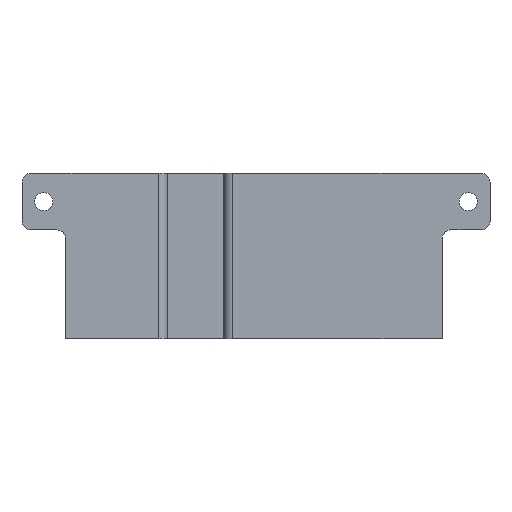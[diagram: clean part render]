
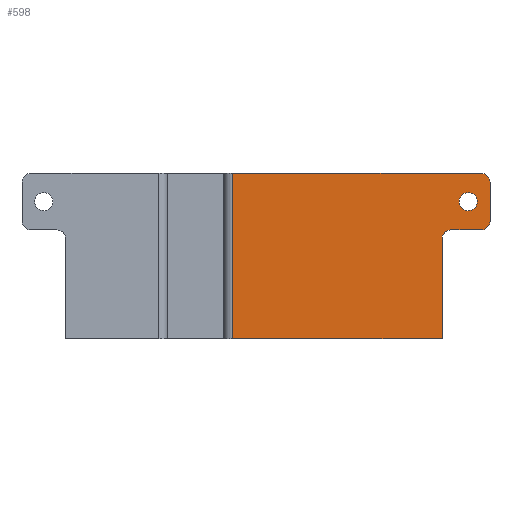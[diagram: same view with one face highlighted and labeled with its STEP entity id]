
A CAD part, top view. The second image highlights one B-rep face of the part: STEP entity #598.
In plain terms, the highlighted planar face has unit normal (0, 0, 1).
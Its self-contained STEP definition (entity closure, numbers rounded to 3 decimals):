
#33=FACE_BOUND('',#101,.T.);
#44=PLANE('',#679);
#68=FACE_OUTER_BOUND('',#100,.T.);
#100=EDGE_LOOP('',(#503,#504,#505,#506,#507,#508,#509,#510,#511));
#101=EDGE_LOOP('',(#512));
#130=LINE('',#939,#186);
#135=LINE('',#954,#191);
#143=LINE('',#976,#199);
#147=LINE('',#991,#203);
#156=LINE('',#1015,#212);
#160=LINE('',#1026,#216);
#186=VECTOR('',#755,10.);
#191=VECTOR('',#768,10.);
#199=VECTOR('',#788,10.);
#203=VECTOR('',#802,10.);
#212=VECTOR('',#825,10.);
#216=VECTOR('',#835,10.);
#230=CIRCLE('',#639,2.1);
#237=CIRCLE('',#652,2.);
#239=CIRCLE('',#656,2.);
#241=CIRCLE('',#660,2.);
#264=VERTEX_POINT('',#891);
#277=VERTEX_POINT('',#928);
#278=VERTEX_POINT('',#929);
#281=VERTEX_POINT('',#937);
#282=VERTEX_POINT('',#938);
#285=VERTEX_POINT('',#946);
#287=VERTEX_POINT('',#952);
#288=VERTEX_POINT('',#953);
#296=VERTEX_POINT('',#974);
#310=VERTEX_POINT('',#1014);
#321=EDGE_CURVE('',#264,#264,#230,.T.);
#338=EDGE_CURVE('',#277,#278,#237,.T.);
#342=EDGE_CURVE('',#281,#282,#130,.T.);
#346=EDGE_CURVE('',#282,#285,#239,.T.);
#349=EDGE_CURVE('',#287,#288,#135,.T.);
#353=EDGE_CURVE('',#288,#281,#241,.T.);
#361=EDGE_CURVE('',#278,#296,#143,.T.);
#369=EDGE_CURVE('',#285,#277,#147,.T.);
#382=EDGE_CURVE('',#310,#287,#156,.T.);
#388=EDGE_CURVE('',#310,#296,#160,.T.);
#503=ORIENTED_EDGE('',*,*,#338,.T.);
#504=ORIENTED_EDGE('',*,*,#361,.T.);
#505=ORIENTED_EDGE('',*,*,#388,.F.);
#506=ORIENTED_EDGE('',*,*,#382,.T.);
#507=ORIENTED_EDGE('',*,*,#349,.T.);
#508=ORIENTED_EDGE('',*,*,#353,.T.);
#509=ORIENTED_EDGE('',*,*,#342,.T.);
#510=ORIENTED_EDGE('',*,*,#346,.T.);
#511=ORIENTED_EDGE('',*,*,#369,.T.);
#512=ORIENTED_EDGE('',*,*,#321,.T.);
#598=ADVANCED_FACE('',(#68,#33),#44,.T.);
#639=AXIS2_PLACEMENT_3D('',#893,#711,#712);
#652=AXIS2_PLACEMENT_3D('',#930,#747,#748);
#656=AXIS2_PLACEMENT_3D('',#947,#761,#762);
#660=AXIS2_PLACEMENT_3D('',#961,#774,#775);
#679=AXIS2_PLACEMENT_3D('',#1025,#833,#834);
#711=DIRECTION('center_axis',(0.,0.,-1.));
#712=DIRECTION('ref_axis',(-1.,0.,0.));
#747=DIRECTION('center_axis',(0.,0.,1.));
#748=DIRECTION('ref_axis',(0.,-1.,0.));
#755=DIRECTION('',(1.,0.,0.));
#761=DIRECTION('center_axis',(0.,0.,1.));
#762=DIRECTION('ref_axis',(-1.,0.,0.));
#768=DIRECTION('',(0.,1.,0.));
#774=DIRECTION('center_axis',(0.,0.,-1.));
#775=DIRECTION('ref_axis',(-1.,0.,0.));
#788=DIRECTION('',(-1.,0.,0.));
#802=DIRECTION('',(0.,1.,0.));
#825=DIRECTION('',(1.,0.,0.));
#833=DIRECTION('center_axis',(0.,0.,1.));
#834=DIRECTION('ref_axis',(1.,0.,0.));
#835=DIRECTION('',(0.,1.,0.));
#891=CARTESIAN_POINT('',(77.505,13.83,3.2));
#893=CARTESIAN_POINT('Origin',(75.405,13.83,3.2));
#928=CARTESIAN_POINT('',(80.405,18.33,3.2));
#929=CARTESIAN_POINT('',(78.405,20.33,3.2));
#930=CARTESIAN_POINT('Origin',(78.405,18.33,3.2));
#937=CARTESIAN_POINT('',(71.405,7.33,3.2));
#938=CARTESIAN_POINT('',(78.405,7.33,3.2));
#939=CARTESIAN_POINT('',(39.089,7.33,3.2));
#946=CARTESIAN_POINT('',(80.405,9.33,3.2));
#947=CARTESIAN_POINT('Origin',(78.405,9.33,3.2));
#952=CARTESIAN_POINT('',(69.405,-17.67,3.2));
#953=CARTESIAN_POINT('',(69.405,5.33,3.2));
#954=CARTESIAN_POINT('',(69.405,3.33,3.2));
#961=CARTESIAN_POINT('Origin',(71.405,5.33,3.2));
#974=CARTESIAN_POINT('',(21.184,20.33,3.2));
#976=CARTESIAN_POINT('',(80.533,20.33,3.2));
#991=CARTESIAN_POINT('',(80.405,10.83,3.2));
#1014=CARTESIAN_POINT('',(21.184,-17.67,3.2));
#1015=CARTESIAN_POINT('',(-52.816,-17.67,3.2));
#1025=CARTESIAN_POINT('Origin',(-0.227,1.33,3.2));
#1026=CARTESIAN_POINT('',(21.184,-8.17,3.2));
